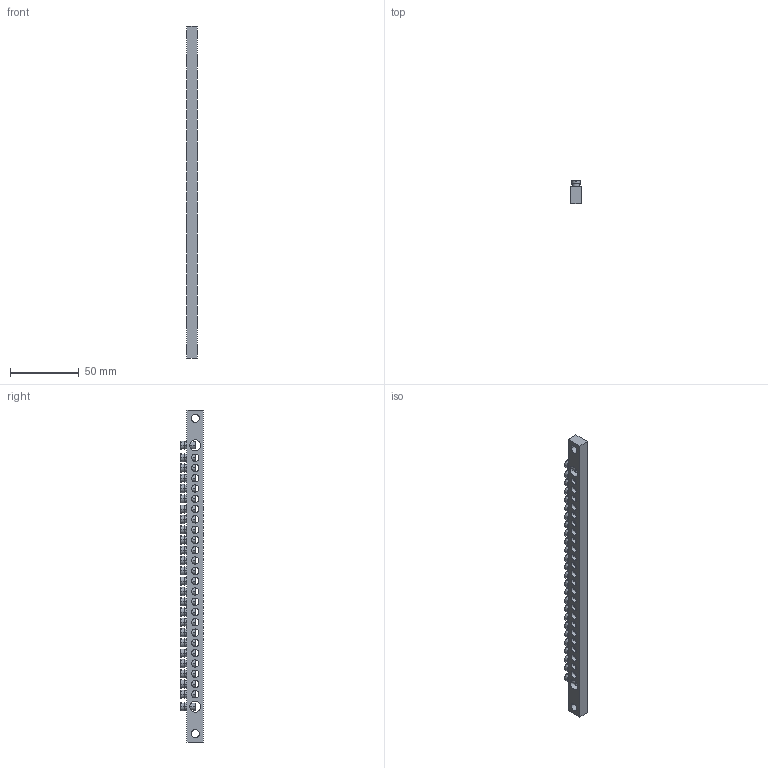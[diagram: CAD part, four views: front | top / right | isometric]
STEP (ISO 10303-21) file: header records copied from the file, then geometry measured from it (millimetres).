
FILE_DESCRIPTION (( 'STEP AP214' ), '1' );
FILE_NAME ('YNN21-26-125 Øèíà PEN çåìëÿ-íîëü 8õ12ìì 26_2 UNIVERSAL ÈÝÊ.STEP', '2016-08-24T13:37:51', ( 'user' ), ( '' ), 'SwSTEP 2.0', 'SolidWorks 2014', '' );
FILE_SCHEMA (( 'AUTOMOTIVE_DESIGN' ));
Length unit declared in the file: millimetre
Products named in the file (1): YNN21-26-125 Øèíà PEN çåìëÿ-íîëü 8õ12ìì 26_2 UNIVERSAL ÈÝÊ
Bounding box: 8 x 16.7 x 242 mm (x, y, z)
Volume: 22162.8 mm3; surface area: 19362.5 mm2
Topology: 27 solids, 27 shells, 1154 faces, 3150 edges, 2074 vertices
Faces by surface type: plane 890, cylinder 212, cone 52
Entity records: 39624 total; most frequent: CARTESIAN_POINT 10019, ORIENTED_EDGE 6196, DIRECTION 5984, EDGE_CURVE 3098, AXIS2_PLACEMENT_3D 2255, VERTEX_POINT 2074, VECTOR 1474, LINE 1474
